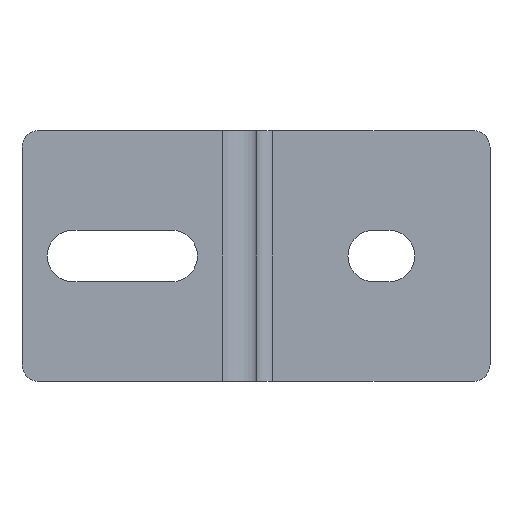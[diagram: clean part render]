
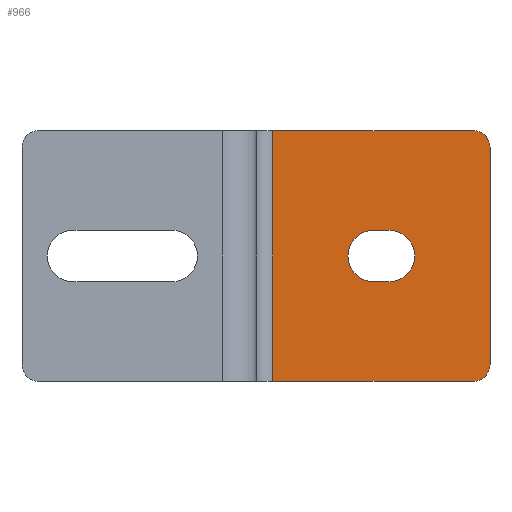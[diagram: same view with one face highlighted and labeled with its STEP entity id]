
A CAD part, left-side view. The second image highlights one B-rep face of the part: STEP entity #966.
In plain terms, the highlighted planar face has unit normal (-1, 0, 0).
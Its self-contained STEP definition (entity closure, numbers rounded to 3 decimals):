
#10 = VERTEX_POINT ( 'NONE', #943 ) ;
#32 = DIRECTION ( 'NONE',  ( -1., 0., 0. ) ) ;
#42 = PLANE ( 'NONE',  #563 ) ;
#47 = CIRCLE ( 'NONE', #737, 3.1 ) ;
#58 = VERTEX_POINT ( 'NONE', #758 ) ;
#67 = ORIENTED_EDGE ( 'NONE', *, *, #382, .F. ) ;
#73 = EDGE_LOOP ( 'NONE', ( #67, #1084, #474, #174, #639, #546 ) ) ;
#85 = DIRECTION ( 'NONE',  ( 0., 1., 0. ) ) ;
#100 = LINE ( 'NONE', #582, #519 ) ;
#102 = DIRECTION ( 'NONE',  ( 0., -1., 0. ) ) ;
#109 = EDGE_CURVE ( 'NONE', #626, #229, #560, .T. ) ;
#125 = DIRECTION ( 'NONE',  ( 0., -1., 0. ) ) ;
#139 = DIRECTION ( 'NONE',  ( 0., 0., -1. ) ) ;
#155 = DIRECTION ( 'NONE',  ( -1., 0., 0. ) ) ;
#167 = CARTESIAN_POINT ( 'NONE',  ( -2., -28., 30. ) ) ;
#174 = ORIENTED_EDGE ( 'NONE', *, *, #569, .T. ) ;
#187 = DIRECTION ( 'NONE',  ( 0., 1., 0. ) ) ;
#192 = VECTOR ( 'NONE', #346, 1000. ) ;
#195 = DIRECTION ( 'NONE',  ( 0., -1., 0. ) ) ;
#201 = DIRECTION ( 'NONE',  ( -1., 0., 0. ) ) ;
#203 = ORIENTED_EDGE ( 'NONE', *, *, #457, .T. ) ;
#205 = EDGE_CURVE ( 'NONE', #571, #990, #267, .T. ) ;
#210 = CARTESIAN_POINT ( 'NONE',  ( -2., -16.1, 11.9 ) ) ;
#221 = CARTESIAN_POINT ( 'NONE',  ( -2., 0., 0. ) ) ;
#229 = VERTEX_POINT ( 'NONE', #606 ) ;
#240 = DIRECTION ( 'NONE',  ( 1., 0., 0. ) ) ;
#242 = CARTESIAN_POINT ( 'NONE',  ( -2., 0., 11.9 ) ) ;
#249 = LINE ( 'NONE', #242, #987 ) ;
#251 = VERTEX_POINT ( 'NONE', #1074 ) ;
#253 = EDGE_CURVE ( 'NONE', #801, #990, #100, .T. ) ;
#256 = CARTESIAN_POINT ( 'NONE',  ( -2., -28., 2. ) ) ;
#260 = EDGE_CURVE ( 'NONE', #389, #58, #47, .T. ) ;
#267 = LINE ( 'NONE', #1023, #192 ) ;
#290 = CIRCLE ( 'NONE', #894, 3.1 ) ;
#291 = CARTESIAN_POINT ( 'NONE',  ( -2., -16.1, 18.1 ) ) ;
#292 = CIRCLE ( 'NONE', #317, 2. ) ;
#311 = DIRECTION ( 'NONE',  ( 1., 0., 0. ) ) ;
#317 = AXIS2_PLACEMENT_3D ( 'NONE', #579, #155, #102 ) ;
#346 = DIRECTION ( 'NONE',  ( 0., 1., 0. ) ) ;
#378 = LINE ( 'NONE', #718, #493 ) ;
#379 = LINE ( 'NONE', #221, #844 ) ;
#382 = EDGE_CURVE ( 'NONE', #626, #801, #379, .T. ) ;
#387 = DIRECTION ( 'NONE',  ( 0., 1., 0. ) ) ;
#389 = VERTEX_POINT ( 'NONE', #643 ) ;
#403 = VECTOR ( 'NONE', #195, 1000. ) ;
#414 = CARTESIAN_POINT ( 'NONE',  ( -2., -16.1, 15. ) ) ;
#429 = EDGE_LOOP ( 'NONE', ( #1053, #978, #1046, #203, #733 ) ) ;
#457 = EDGE_CURVE ( 'NONE', #251, #389, #794, .T. ) ;
#474 = ORIENTED_EDGE ( 'NONE', *, *, #979, .F. ) ;
#483 = DIRECTION ( 'NONE',  ( 0., 1., 0. ) ) ;
#493 = VECTOR ( 'NONE', #139, 1000. ) ;
#519 = VECTOR ( 'NONE', #743, 1000. ) ;
#537 = CARTESIAN_POINT ( 'NONE',  ( -2., 0., 18.1 ) ) ;
#541 = FACE_OUTER_BOUND ( 'NONE', #73, .T. ) ;
#546 = ORIENTED_EDGE ( 'NONE', *, *, #253, .F. ) ;
#560 = CIRCLE ( 'NONE', #931, 2. ) ;
#563 = AXIS2_PLACEMENT_3D ( 'NONE', #778, #32, #125 ) ;
#569 = EDGE_CURVE ( 'NONE', #10, #571, #292, .T. ) ;
#571 = VERTEX_POINT ( 'NONE', #167 ) ;
#579 = CARTESIAN_POINT ( 'NONE',  ( -2., -28., 28. ) ) ;
#582 = CARTESIAN_POINT ( 'NONE',  ( -2., -4., 30. ) ) ;
#606 = CARTESIAN_POINT ( 'NONE',  ( -2., -30., 2. ) ) ;
#615 = LINE ( 'NONE', #537, #403 ) ;
#626 = VERTEX_POINT ( 'NONE', #944 ) ;
#639 = ORIENTED_EDGE ( 'NONE', *, *, #205, .T. ) ;
#643 = CARTESIAN_POINT ( 'NONE',  ( -2., -21., 15. ) ) ;
#676 = CARTESIAN_POINT ( 'NONE',  ( -2., -4., 0. ) ) ;
#687 = DIRECTION ( 'NONE',  ( 0., 1., 0. ) ) ;
#717 = EDGE_CURVE ( 'NONE', #1060, #251, #615, .T. ) ;
#718 = CARTESIAN_POINT ( 'NONE',  ( -2., -30., 30. ) ) ;
#733 = ORIENTED_EDGE ( 'NONE', *, *, #260, .T. ) ;
#737 = AXIS2_PLACEMENT_3D ( 'NONE', #817, #240, #187 ) ;
#743 = DIRECTION ( 'NONE',  ( 0., 0., 1. ) ) ;
#758 = CARTESIAN_POINT ( 'NONE',  ( -2., -17.9, 11.9 ) ) ;
#778 = CARTESIAN_POINT ( 'NONE',  ( -2., 0., 30. ) ) ;
#786 = FACE_BOUND ( 'NONE', #429, .T. ) ;
#794 = CIRCLE ( 'NONE', #1045, 3.1 ) ;
#798 = EDGE_CURVE ( 'NONE', #58, #1037, #249, .T. ) ;
#801 = VERTEX_POINT ( 'NONE', #676 ) ;
#803 = CARTESIAN_POINT ( 'NONE',  ( -2., -4., 30. ) ) ;
#817 = CARTESIAN_POINT ( 'NONE',  ( -2., -17.9, 15. ) ) ;
#844 = VECTOR ( 'NONE', #387, 1000. ) ;
#894 = AXIS2_PLACEMENT_3D ( 'NONE', #414, #935, #85 ) ;
#901 = CARTESIAN_POINT ( 'NONE',  ( -2., -17.9, 15. ) ) ;
#931 = AXIS2_PLACEMENT_3D ( 'NONE', #256, #201, #1018 ) ;
#935 = DIRECTION ( 'NONE',  ( 1., 0., 0. ) ) ;
#943 = CARTESIAN_POINT ( 'NONE',  ( -2., -30., 28. ) ) ;
#944 = CARTESIAN_POINT ( 'NONE',  ( -2., -28., 0. ) ) ;
#966 = ADVANCED_FACE ( 'NONE', ( #786, #541 ), #42, .T. ) ;
#978 = ORIENTED_EDGE ( 'NONE', *, *, #1068, .T. ) ;
#979 = EDGE_CURVE ( 'NONE', #10, #229, #378, .T. ) ;
#987 = VECTOR ( 'NONE', #687, 1000. ) ;
#990 = VERTEX_POINT ( 'NONE', #803 ) ;
#1018 = DIRECTION ( 'NONE',  ( 0., -1., 0. ) ) ;
#1023 = CARTESIAN_POINT ( 'NONE',  ( -2., 0., 30. ) ) ;
#1037 = VERTEX_POINT ( 'NONE', #210 ) ;
#1045 = AXIS2_PLACEMENT_3D ( 'NONE', #901, #311, #483 ) ;
#1046 = ORIENTED_EDGE ( 'NONE', *, *, #717, .T. ) ;
#1053 = ORIENTED_EDGE ( 'NONE', *, *, #798, .T. ) ;
#1060 = VERTEX_POINT ( 'NONE', #291 ) ;
#1068 = EDGE_CURVE ( 'NONE', #1037, #1060, #290, .T. ) ;
#1074 = CARTESIAN_POINT ( 'NONE',  ( -2., -17.9, 18.1 ) ) ;
#1084 = ORIENTED_EDGE ( 'NONE', *, *, #109, .T. ) ;
